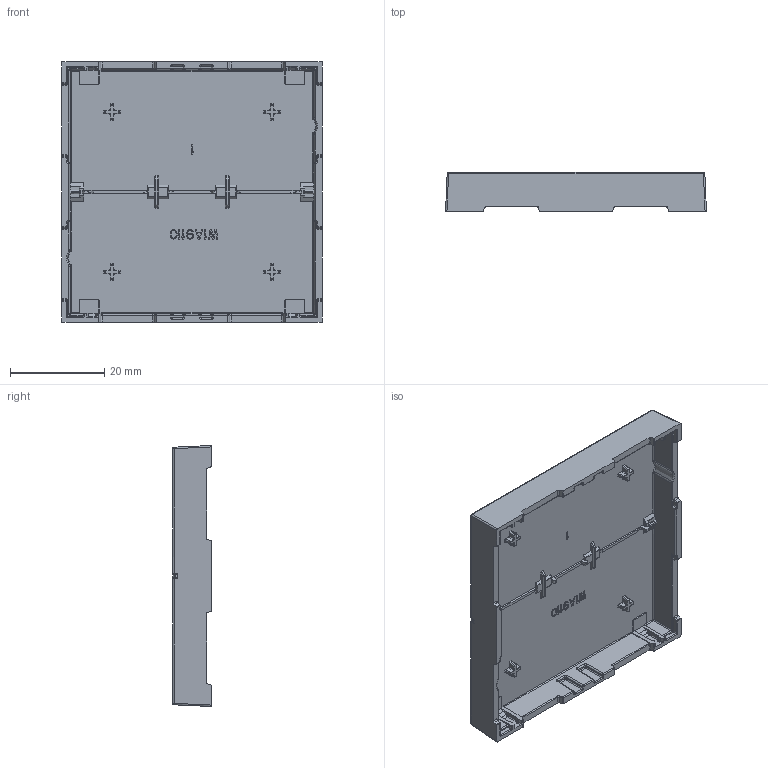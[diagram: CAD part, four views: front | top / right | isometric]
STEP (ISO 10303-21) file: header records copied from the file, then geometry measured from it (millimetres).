
FILE_DESCRIPTION((''),'2;1');
FILE_NAME('WAN7011WM_ASM','2025-04-16T07:26:39',('weberr1'),(''),'CREO PARAMETRIC BY PTC INC, 2023154','CREO PARAMETRIC BY PTC INC, 2023154','');
FILE_SCHEMA(('CONFIG_CONTROL_DESIGN','SHAPE_APPEARANCE_LAYERS_GROUPS'));
Products named in the file (3): W1A9110_MH; W1A9112_99; WAN7011WM_ASM
Assembly tree (2 placements, depth 2):
  WAN7011WM_ASM
    W1A9110_MH
    W1A9112_99
Bounding box: 55.4 x 8.2 x 55.4 mm (x, y, z)
Volume: 7122.2 mm3; surface area: 9493.4 mm2
Topology: 2 solids, 2 shells, 1170 faces, 3002 edges, 1848 vertices
Faces by surface type: plane 471, cylinder 424, bspline 160, sphere 48, cone 39, torus 28
Entity records: 53988 total; most frequent: CARTESIAN_POINT 18656, ORIENTED_EDGE 6004, DIRECTION 4938, EDGE_CURVE 3002, VERTEX_POINT 1848, VECTOR 1792, LINE 1792, AXIS2_PLACEMENT_3D 1573
